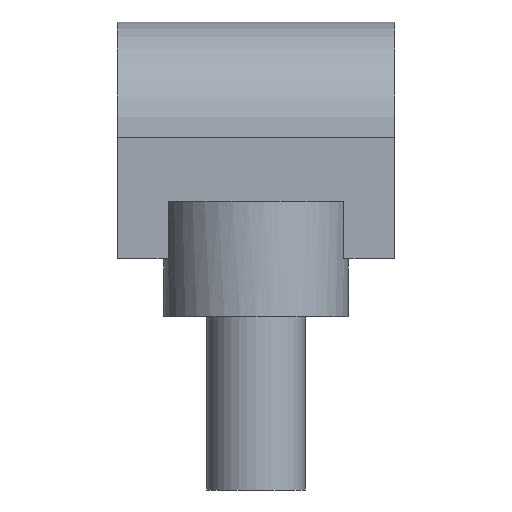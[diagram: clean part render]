
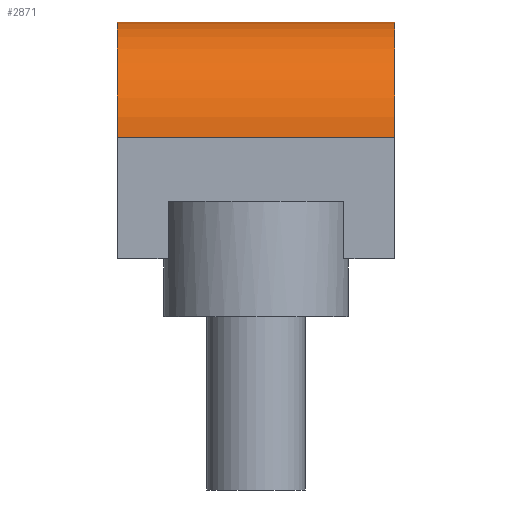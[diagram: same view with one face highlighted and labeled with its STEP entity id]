
A CAD part, left-side view. The second image highlights one B-rep face of the part: STEP entity #2871.
In plain terms, the highlighted cylindrical face has radius 2 mm (diameter 4 mm), a partial arc.
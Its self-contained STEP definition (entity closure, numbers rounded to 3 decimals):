
#267 = PLANE('',#268);
#268 = AXIS2_PLACEMENT_3D('',#269,#270,#271);
#269 = CARTESIAN_POINT('',(-0.5,-2.4,1.));
#270 = DIRECTION('',(0.,-1.,0.));
#271 = DIRECTION('',(0.,0.,-1.));
#328 = PLANE('',#329);
#329 = AXIS2_PLACEMENT_3D('',#330,#331,#332);
#330 = CARTESIAN_POINT('',(0.5,2.4,1.));
#331 = DIRECTION('',(0.,1.,0.));
#332 = DIRECTION('',(0.,0.,1.));
#408 = VERTEX_POINT('',#409);
#409 = CARTESIAN_POINT('',(-0.5,-2.4,3.1));
#423 = PLANE('',#424);
#424 = AXIS2_PLACEMENT_3D('',#425,#426,#427);
#425 = CARTESIAN_POINT('',(-0.5,2.4,1.));
#426 = DIRECTION('',(-1.,0.,0.));
#427 = DIRECTION('',(0.,-1.,0.));
#537 = VERTEX_POINT('',#538);
#538 = CARTESIAN_POINT('',(1.5,-2.4,5.1));
#552 = PLANE('',#553);
#553 = AXIS2_PLACEMENT_3D('',#554,#555,#556);
#554 = CARTESIAN_POINT('',(1.5,2.4,5.1));
#555 = DIRECTION('',(0.,0.,1.));
#556 = DIRECTION('',(0.,-1.,0.));
#564 = EDGE_CURVE('',#408,#537,#565,.T.);
#565 = SURFACE_CURVE('',#566,(#571,#582),.PCURVE_S1.);
#566 = CIRCLE('',#567,2.);
#567 = AXIS2_PLACEMENT_3D('',#568,#569,#570);
#568 = CARTESIAN_POINT('',(1.5,-2.4,3.1));
#569 = DIRECTION('',(0.,1.,-0.));
#570 = DIRECTION('',(-1.,0.,0.));
#571 = PCURVE('',#267,#572);
#572 = DEFINITIONAL_REPRESENTATION('',(#573),#581);
#573 = ( BOUNDED_CURVE() B_SPLINE_CURVE(2,(#574,#575,#576,#577,#578,#579
,#580),.UNSPECIFIED.,.T.,.F.) B_SPLINE_CURVE_WITH_KNOTS((1,2,2,2,2,1),(
    -2.094,0.,2.094,4.189,6.283,
8.378),.UNSPECIFIED.) CURVE() GEOMETRIC_REPRESENTATION_ITEM() 
RATIONAL_B_SPLINE_CURVE((1.,0.5,1.,0.5,1.,0.5,1.)) REPRESENTATION_ITEM(
  '') );
#574 = CARTESIAN_POINT('',(-2.1,0.));
#575 = CARTESIAN_POINT('',(-5.564,0.));
#576 = CARTESIAN_POINT('',(-3.832,3.));
#577 = CARTESIAN_POINT('',(-2.1,6.));
#578 = CARTESIAN_POINT('',(-0.368,3.));
#579 = CARTESIAN_POINT('',(1.364,0.));
#580 = CARTESIAN_POINT('',(-2.1,0.));
#581 = ( GEOMETRIC_REPRESENTATION_CONTEXT(2) 
PARAMETRIC_REPRESENTATION_CONTEXT() REPRESENTATION_CONTEXT('2D SPACE',''
  ) );
#582 = PCURVE('',#583,#588);
#583 = CYLINDRICAL_SURFACE('',#584,2.);
#584 = AXIS2_PLACEMENT_3D('',#585,#586,#587);
#585 = CARTESIAN_POINT('',(1.5,2.4,3.1));
#586 = DIRECTION('',(0.,1.,0.));
#587 = DIRECTION('',(-1.,0.,0.));
#588 = DEFINITIONAL_REPRESENTATION('',(#589),#593);
#589 = LINE('',#590,#591);
#590 = CARTESIAN_POINT('',(0.,-4.8));
#591 = VECTOR('',#592,1.);
#592 = DIRECTION('',(1.,0.));
#593 = ( GEOMETRIC_REPRESENTATION_CONTEXT(2) 
PARAMETRIC_REPRESENTATION_CONTEXT() REPRESENTATION_CONTEXT('2D SPACE',''
  ) );
#2100 = VERTEX_POINT('',#2101);
#2101 = CARTESIAN_POINT('',(1.5,2.4,5.1));
#2124 = EDGE_CURVE('',#537,#2100,#2125,.T.);
#2125 = SURFACE_CURVE('',#2126,(#2130,#2137),.PCURVE_S1.);
#2126 = LINE('',#2127,#2128);
#2127 = CARTESIAN_POINT('',(1.5,2.4,5.1));
#2128 = VECTOR('',#2129,1.);
#2129 = DIRECTION('',(0.,1.,0.));
#2130 = PCURVE('',#552,#2131);
#2131 = DEFINITIONAL_REPRESENTATION('',(#2132),#2136);
#2132 = LINE('',#2133,#2134);
#2133 = CARTESIAN_POINT('',(0.,0.));
#2134 = VECTOR('',#2135,1.);
#2135 = DIRECTION('',(-1.,0.));
#2136 = ( GEOMETRIC_REPRESENTATION_CONTEXT(2) 
PARAMETRIC_REPRESENTATION_CONTEXT() REPRESENTATION_CONTEXT('2D SPACE',''
  ) );
#2137 = PCURVE('',#583,#2138);
#2138 = DEFINITIONAL_REPRESENTATION('',(#2139),#2143);
#2139 = LINE('',#2140,#2141);
#2140 = CARTESIAN_POINT('',(1.571,0.));
#2141 = VECTOR('',#2142,1.);
#2142 = DIRECTION('',(0.,1.));
#2143 = ( GEOMETRIC_REPRESENTATION_CONTEXT(2) 
PARAMETRIC_REPRESENTATION_CONTEXT() REPRESENTATION_CONTEXT('2D SPACE',''
  ) );
#2437 = VERTEX_POINT('',#2438);
#2438 = CARTESIAN_POINT('',(-0.5,2.4,3.1));
#2459 = EDGE_CURVE('',#2437,#2100,#2460,.T.);
#2460 = SURFACE_CURVE('',#2461,(#2466,#2473),.PCURVE_S1.);
#2461 = CIRCLE('',#2462,2.);
#2462 = AXIS2_PLACEMENT_3D('',#2463,#2464,#2465);
#2463 = CARTESIAN_POINT('',(1.5,2.4,3.1));
#2464 = DIRECTION('',(0.,1.,-0.));
#2465 = DIRECTION('',(-1.,0.,0.));
#2466 = PCURVE('',#328,#2467);
#2467 = DEFINITIONAL_REPRESENTATION('',(#2468),#2472);
#2468 = CIRCLE('',#2469,2.);
#2469 = AXIS2_PLACEMENT_2D('',#2470,#2471);
#2470 = CARTESIAN_POINT('',(2.1,1.));
#2471 = DIRECTION('',(0.,-1.));
#2472 = ( GEOMETRIC_REPRESENTATION_CONTEXT(2) 
PARAMETRIC_REPRESENTATION_CONTEXT() REPRESENTATION_CONTEXT('2D SPACE',''
  ) );
#2473 = PCURVE('',#583,#2474);
#2474 = DEFINITIONAL_REPRESENTATION('',(#2475),#2479);
#2475 = LINE('',#2476,#2477);
#2476 = CARTESIAN_POINT('',(0.,0.));
#2477 = VECTOR('',#2478,1.);
#2478 = DIRECTION('',(1.,0.));
#2479 = ( GEOMETRIC_REPRESENTATION_CONTEXT(2) 
PARAMETRIC_REPRESENTATION_CONTEXT() REPRESENTATION_CONTEXT('2D SPACE',''
  ) );
#2732 = EDGE_CURVE('',#2437,#408,#2733,.T.);
#2733 = SURFACE_CURVE('',#2734,(#2738,#2745),.PCURVE_S1.);
#2734 = LINE('',#2735,#2736);
#2735 = CARTESIAN_POINT('',(-0.5,2.4,3.1));
#2736 = VECTOR('',#2737,1.);
#2737 = DIRECTION('',(0.,-1.,0.));
#2738 = PCURVE('',#423,#2739);
#2739 = DEFINITIONAL_REPRESENTATION('',(#2740),#2744);
#2740 = LINE('',#2741,#2742);
#2741 = CARTESIAN_POINT('',(0.,2.1));
#2742 = VECTOR('',#2743,1.);
#2743 = DIRECTION('',(1.,0.));
#2744 = ( GEOMETRIC_REPRESENTATION_CONTEXT(2) 
PARAMETRIC_REPRESENTATION_CONTEXT() REPRESENTATION_CONTEXT('2D SPACE',''
  ) );
#2745 = PCURVE('',#583,#2746);
#2746 = DEFINITIONAL_REPRESENTATION('',(#2747),#2751);
#2747 = LINE('',#2748,#2749);
#2748 = CARTESIAN_POINT('',(0.,0.));
#2749 = VECTOR('',#2750,1.);
#2750 = DIRECTION('',(0.,-1.));
#2751 = ( GEOMETRIC_REPRESENTATION_CONTEXT(2) 
PARAMETRIC_REPRESENTATION_CONTEXT() REPRESENTATION_CONTEXT('2D SPACE',''
  ) );
#2871 = ADVANCED_FACE('',(#2872),#583,.T.);
#2872 = FACE_BOUND('',#2873,.T.);
#2873 = EDGE_LOOP('',(#2874,#2875,#2876,#2877));
#2874 = ORIENTED_EDGE('',*,*,#2459,.F.);
#2875 = ORIENTED_EDGE('',*,*,#2732,.T.);
#2876 = ORIENTED_EDGE('',*,*,#564,.T.);
#2877 = ORIENTED_EDGE('',*,*,#2124,.T.);
